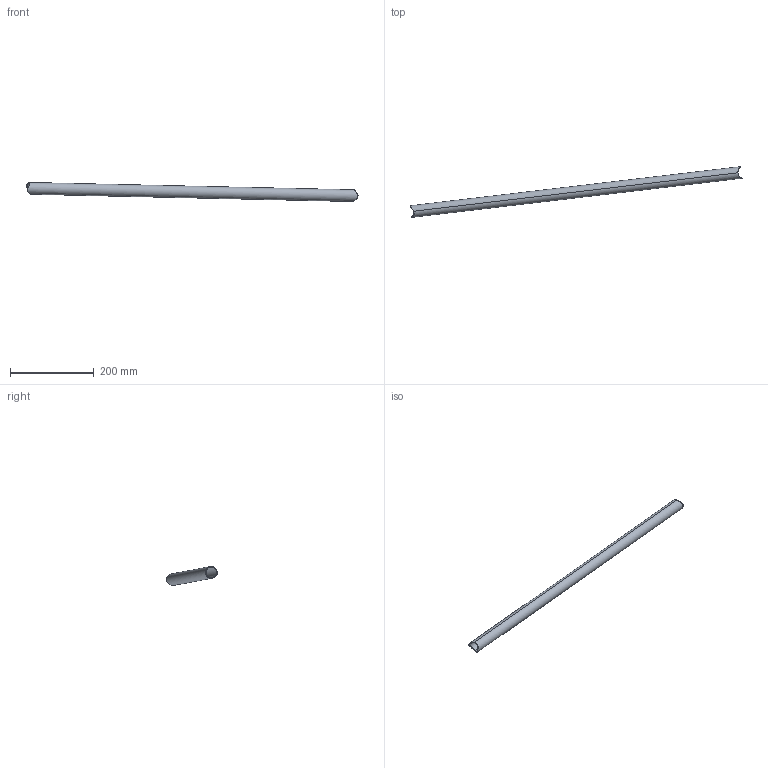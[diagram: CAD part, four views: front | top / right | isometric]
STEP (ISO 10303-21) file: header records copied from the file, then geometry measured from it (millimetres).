
FILE_DESCRIPTION(('STEP AP214'),'1');
FILE_NAME('28.stp','2019-12-01T19:18:21',(' '),(' '),'Spatial InterOp 3D',' ',' ');
FILE_SCHEMA(('AUTOMOTIVE_DESIGN { 1 0 10303 214 1 1 1 1 }'));
Length unit declared in the file: metre
Products named in the file (1): PartBody/Trim.1
Bounding box: 792.22 x 121.07 x 45.37 mm (x, y, z)
Volume: 97759.3 mm3; surface area: 130721.2 mm2
Topology: 1 solids, 1 shells, 8 faces, 27 edges, 19 vertices
Faces by surface type: cylinder 6, torus 2
Entity records: 916 total; most frequent: CARTESIAN_POINT 523, ORIENTED_EDGE 54, STYLED_ITEM 28, PRESENTATION_STYLE_ASSIGNMENT 28, DIRECTION 28, COLOUR_RGB 28, EDGE_CURVE 27, CURVE_STYLE 19
